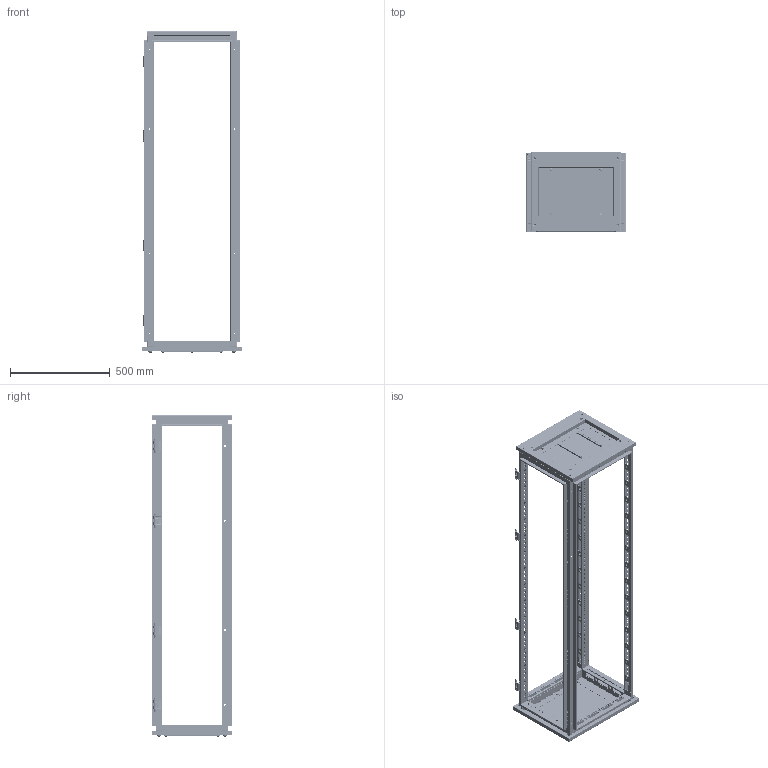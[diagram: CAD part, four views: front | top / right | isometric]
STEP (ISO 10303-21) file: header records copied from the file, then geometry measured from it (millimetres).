
FILE_DESCRIPTION (( 'STEP AP203' ), '1' );
FILE_NAME ('R5KTB45+R5KMDR16.step', '2011-02-16T14:50:54', ( 'User' ), ( 'DKC' ), 'SwSTEP 2.0', 'SolidWorks 2010', '' );
FILE_SCHEMA (( 'CONFIG_CONTROL_DESIGN' ));
Length unit declared in the file: millimetre
Products named in the file (29): Sviluppo tetto per risalita cavi da_400x500; Traversa laterale per quadro prof_500; Acc00c561_Default; Rounded head screw with cross slot M6 x 12_ISO 7045 - M6 x 12 - Z --- 12S; AC00C469S_Default; cerniera DAE_Default; sealant for roof_400x500; dado quadrato 11x11 M6_Default; sealant for base_400x500; Button head screw with recessed hexahedron M12 x 20 _ISO 7380 - M12 x 20 --- 20S; gabbia M6_Default; end-cap; Montante per quadro_1600; Dado gabbia 11x11 M6; Assem roof_KTB45; AC00C469D_Default; AC00C254_Default; land; Traversa frontale per quadro largh._400; Flangia apertura tetto per risalita cavi_400x500; Lamiera laterale per fondo da_500; Capscrew with recessed hexahedron M6 x 10_ISO 4762 M6 x 10 --- 10S; R5KTB45+R5KMDR16; Assem base_KTB45; Lamiera trasversale per fondo da_400; Fondo per quadro da_400x95; Fondo per quadro da_400x145; Traversa inferiore tenuta fondo_500; Flange nut M6_ISO 7044-M6-S
Assembly tree (78 placements, depth 4):
  R5KTB45+R5KMDR16
    Montante per quadro_1600  x4
    cerniera DAE_Default  x4
    AC00C254_Default  x4
    Assem base_KTB45
      Flange nut M6_ISO 7044-M6-S  x4
      AC00C469S_Default  x2
      AC00C469D_Default  x2
      Acc00c561_Default  x6
      Lamiera laterale per fondo da_500  x2
      Traversa laterale per quadro prof_500  x2
      Lamiera trasversale per fondo da_400  x2
      Traversa frontale per quadro largh._400  x2
      Fondo per quadro da_400x145  x2
      Capscrew with recessed hexahedron M6 x 10_ISO 4762 M6 x 10 --- 10S  x4
      Traversa inferiore tenuta fondo_500  x2
      Fondo per quadro da_400x95
      sealant for base_400x500
    Assem roof_KTB45
      Button head screw with recessed hexahedron M12 x 20 _ISO 7380 - M12 x 20 --- 20S  x4
      Dado gabbia 11x11 M6  x6
        gabbia M6_Default
        dado quadrato 11x11 M6_Default
      Rounded head screw with cross slot M6 x 12_ISO 7045 - M6 x 12 - Z --- 12S  x6
      sealant for base_400x500
      Traversa frontale per quadro largh._400  x2
      sealant for roof_400x500
      Flangia apertura tetto per risalita cavi_400x500
      AC00C469D_Default  x2
      end-cap
      Traversa laterale per quadro prof_500  x2
      AC00C469S_Default  x2
      Sviluppo tetto per risalita cavi da_400x500
      land
Bounding box: 499 x 400.5 x 1614.1 mm (x, y, z)
Volume: 4046661.9 mm3; surface area: 4762648.2 mm2
Topology: 81 solids, 81 shells, 12960 faces, 34637 edges, 21939 vertices
Faces by surface type: plane 6923, cylinder 3730, cone 1400, bspline 551, torus 248, sphere 108
Entity records: 132649 total; most frequent: CARTESIAN_POINT 35792, ORIENTED_EDGE 19926, DIRECTION 18275, EDGE_CURVE 9963, VERTEX_POINT 6345, VECTOR 6149, LINE 6149, AXIS2_PLACEMENT_3D 6063
